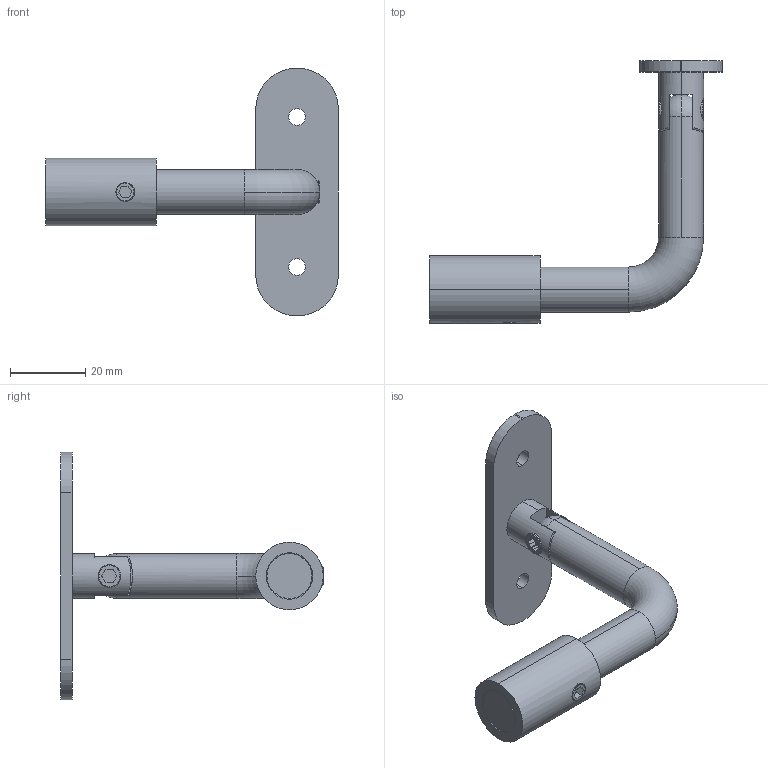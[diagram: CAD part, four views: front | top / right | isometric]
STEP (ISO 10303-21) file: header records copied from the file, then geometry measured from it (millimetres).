
FILE_DESCRIPTION (( 'STEP AP203' ), '1' );
FILE_NAME ('3D_GW2564_Flach_188702530.STEP', '2024-10-15T06:44:00', ( '' ), ( '' ), 'SwSTEP 2.0', 'SolidWorks 2024', '' );
FILE_SCHEMA (( 'CONFIG_CONTROL_DESIGN' ));
Length unit declared in the file: millimetre
Products named in the file (1): 3D_GW2564_Flach_188702530
Bounding box: 78 x 69.97 x 66 mm (x, y, z)
Volume: 21455.8 mm3; surface area: 11534.6 mm2
Topology: 3 solids, 4 shells, 146 faces, 366 edges, 236 vertices
Faces by surface type: plane 84, cylinder 44, cone 8, torus 8, sphere 2
Entity records: 4735 total; most frequent: CARTESIAN_POINT 1095, DIRECTION 744, ORIENTED_EDGE 728, EDGE_CURVE 364, AXIS2_PLACEMENT_3D 251, VECTOR 242, LINE 242, VERTEX_POINT 236
